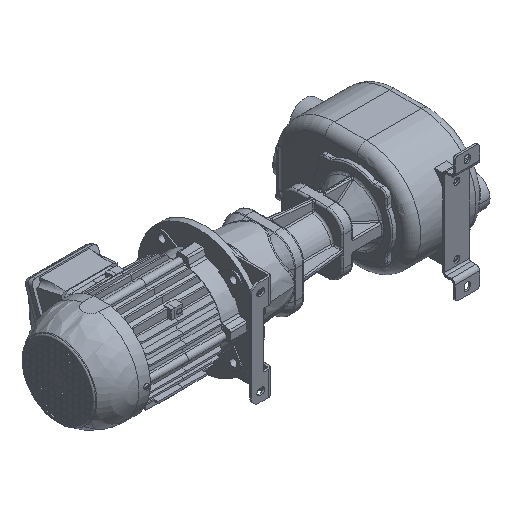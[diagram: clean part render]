
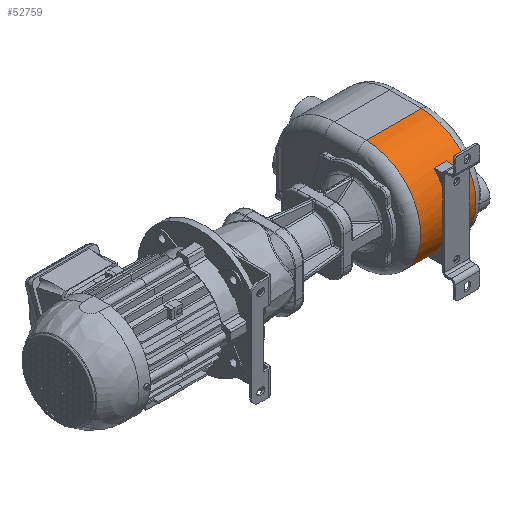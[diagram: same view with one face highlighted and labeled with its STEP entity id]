
A CAD part, isometric view. The second image highlights one B-rep face of the part: STEP entity #52759.
In plain terms, the highlighted cylindrical face has radius 89 mm (diameter 178 mm), a partial arc.
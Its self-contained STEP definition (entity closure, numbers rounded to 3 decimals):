
#10204=CARTESIAN_POINT('',(266.3,0.,0.));
#10205=DIRECTION('',(-1.,0.,0.));
#10206=DIRECTION('',(0.,0.,-1.));
#10207=AXIS2_PLACEMENT_3D('',#10204,#10205,#10206);
#10209=CARTESIAN_POINT('',(356.3,0.,0.));
#10210=DIRECTION('',(1.,0.,0.));
#10211=DIRECTION('',(0.,0.,1.));
#10212=AXIS2_PLACEMENT_3D('',#10209,#10210,#10211);
#10214=DIRECTION('',(1.,0.,0.));
#10215=VECTOR('',#10214,90.);
#10216=CARTESIAN_POINT('',(266.3,0.,-89.));
#10217=LINE('',#10216,#10215);
#10218=DIRECTION('',(-1.,0.,0.));
#10219=VECTOR('',#10218,20.);
#10220=CARTESIAN_POINT('',(331.3,-54.964,-70.));
#10221=LINE('',#10220,#10219);
#10222=CARTESIAN_POINT('',(331.3,0.,0.));
#10223=DIRECTION('',(-1.,0.,0.));
#10224=DIRECTION('',(0.,-0.618,-0.787));
#10225=AXIS2_PLACEMENT_3D('',#10222,#10223,#10224);
#10227=DIRECTION('',(-1.,0.,0.));
#10228=VECTOR('',#10227,20.);
#10229=CARTESIAN_POINT('',(331.3,-65.734,60.));
#10230=LINE('',#10229,#10228);
#10231=CARTESIAN_POINT('',(311.3,0.,0.));
#10232=DIRECTION('',(-1.,0.,0.));
#10233=DIRECTION('',(0.,-0.618,-0.787));
#10234=AXIS2_PLACEMENT_3D('',#10231,#10232,#10233);
#10244=DIRECTION('',(1.,0.,0.));
#10245=VECTOR('',#10244,90.);
#10246=CARTESIAN_POINT('',(266.3,0.,89.));
#10247=LINE('',#10246,#10245);
#34087=CARTESIAN_POINT('',(311.3,-54.964,-70.));
#34088=VERTEX_POINT('',#34087);
#34089=CARTESIAN_POINT('',(331.3,-54.964,-70.));
#34090=VERTEX_POINT('',#34089);
#34127=CARTESIAN_POINT('',(331.3,-65.734,60.));
#34128=VERTEX_POINT('',#34127);
#34129=CARTESIAN_POINT('',(311.3,-65.734,60.));
#34130=VERTEX_POINT('',#34129);
#34139=CARTESIAN_POINT('',(356.3,0.,-89.));
#34140=VERTEX_POINT('',#34139);
#34141=CARTESIAN_POINT('',(356.3,0.,89.));
#34142=VERTEX_POINT('',#34141);
#34169=CARTESIAN_POINT('',(266.3,0.,-89.));
#34170=VERTEX_POINT('',#34169);
#34171=CARTESIAN_POINT('',(266.3,0.,89.));
#34172=VERTEX_POINT('',#34171);
#52736=CARTESIAN_POINT('',(251.3,0.,0.));
#52737=DIRECTION('',(-1.,0.,0.));
#52738=DIRECTION('',(0.,0.,1.));
#52739=AXIS2_PLACEMENT_3D('',#52736,#52737,#52738);
#52740=CYLINDRICAL_SURFACE('',#52739,89.);
#52741=ORIENTED_EDGE('',*,*,#50470,.T.);
#52743=ORIENTED_EDGE('',*,*,#52742,.T.);
#52745=ORIENTED_EDGE('',*,*,#52744,.T.);
#52746=ORIENTED_EDGE('',*,*,#52729,.F.);
#52747=EDGE_LOOP('',(#52741,#52743,#52745,#52746));
#52748=FACE_OUTER_BOUND('',#52747,.F.);
#52750=ORIENTED_EDGE('',*,*,#52749,.F.);
#52752=ORIENTED_EDGE('',*,*,#52751,.T.);
#52754=ORIENTED_EDGE('',*,*,#52753,.T.);
#52756=ORIENTED_EDGE('',*,*,#52755,.F.);
#52757=EDGE_LOOP('',(#52750,#52752,#52754,#52756));
#52758=FACE_BOUND('',#52757,.F.);
#52759=ADVANCED_FACE('',(#52748,#52758),#52740,.T.);
#10208=CIRCLE('',#10207,89.);
#10213=CIRCLE('',#10212,89.);
#10226=CIRCLE('',#10225,89.);
#10235=CIRCLE('',#10234,89.);
#50470=EDGE_CURVE('',#34170,#34172,#10208,.T.);
#52729=EDGE_CURVE('',#34170,#34140,#10217,.T.);
#52742=EDGE_CURVE('',#34172,#34142,#10247,.T.);
#52744=EDGE_CURVE('',#34142,#34140,#10213,.T.);
#52749=EDGE_CURVE('',#34090,#34088,#10221,.T.);
#52751=EDGE_CURVE('',#34090,#34128,#10226,.T.);
#52753=EDGE_CURVE('',#34128,#34130,#10230,.T.);
#52755=EDGE_CURVE('',#34088,#34130,#10235,.T.);
